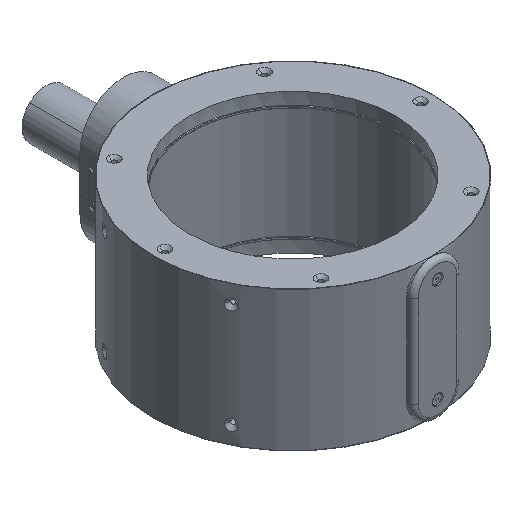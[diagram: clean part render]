
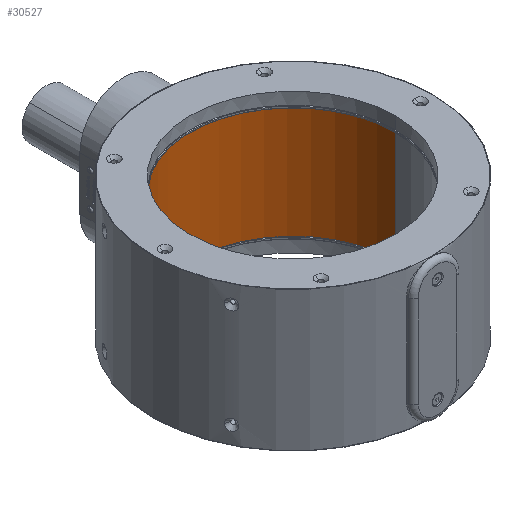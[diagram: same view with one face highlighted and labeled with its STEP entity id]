
A CAD part, isometric view. The second image highlights one B-rep face of the part: STEP entity #30527.
In plain terms, the highlighted cylindrical face has radius 106.5 mm (diameter 213 mm), a partial arc.
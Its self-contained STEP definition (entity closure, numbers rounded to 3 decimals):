
#449 = CARTESIAN_POINT ( 'NONE',  ( 106.5, 0., 75. ) ) ;
#811 = CARTESIAN_POINT ( 'NONE',  ( 0., 0., -40. ) ) ;
#935 = DIRECTION ( 'NONE',  ( 0., 0., -1. ) ) ;
#1269 = VERTEX_POINT ( 'NONE', #15935 ) ;
#1613 = VECTOR ( 'NONE', #7601, 1000. ) ;
#1870 = VERTEX_POINT ( 'NONE', #2488 ) ;
#2488 = CARTESIAN_POINT ( 'NONE',  ( -41.87, 97.924, 75. ) ) ;
#3770 = CARTESIAN_POINT ( 'NONE',  ( 0., 0., 75. ) ) ;
#6507 = AXIS2_PLACEMENT_3D ( 'NONE', #20743, #18356, #6938 ) ;
#6938 = DIRECTION ( 'NONE',  ( -0.393, 0.919, 0. ) ) ;
#7601 = DIRECTION ( 'NONE',  ( 0., 0., -1. ) ) ;
#8594 = EDGE_CURVE ( 'NONE', #1269, #1870, #24729, .T. ) ;
#9433 = ORIENTED_EDGE ( 'NONE', *, *, #18920, .F. ) ;
#9482 = ORIENTED_EDGE ( 'NONE', *, *, #23198, .F. ) ;
#10027 = DIRECTION ( 'NONE',  ( -0.393, 0.919, 0. ) ) ;
#11178 = DIRECTION ( 'NONE',  ( 0., 0., -1. ) ) ;
#11517 = EDGE_CURVE ( 'NONE', #1269, #15120, #19285, .T. ) ;
#11857 = VERTEX_POINT ( 'NONE', #449 ) ;
#13983 = DIRECTION ( 'NONE',  ( -1., 0., 0. ) ) ;
#15005 = AXIS2_PLACEMENT_3D ( 'NONE', #3770, #26550, #10027 ) ;
#15120 = VERTEX_POINT ( 'NONE', #33261 ) ;
#15154 = DIRECTION ( 'NONE',  ( 0., 0., -1. ) ) ;
#15174 = VERTEX_POINT ( 'NONE', #20411 ) ;
#15935 = CARTESIAN_POINT ( 'NONE',  ( -106.5, 0., 75. ) ) ;
#16592 = CYLINDRICAL_SURFACE ( 'NONE', #31118, 106.5 ) ;
#17077 = CARTESIAN_POINT ( 'NONE',  ( -106.5, 0., 498.738 ) ) ;
#18122 = AXIS2_PLACEMENT_3D ( 'NONE', #811, #15154, #34580 ) ;
#18356 = DIRECTION ( 'NONE',  ( 0., 0., -1. ) ) ;
#18798 = DIRECTION ( 'NONE',  ( 0., 0., -1. ) ) ;
#18920 = EDGE_CURVE ( 'NONE', #1870, #11857, #23726, .T. ) ;
#19178 = CARTESIAN_POINT ( 'NONE',  ( 106.5, 0., 498.738 ) ) ;
#19285 = LINE ( 'NONE', #17077, #26973 ) ;
#19515 = CARTESIAN_POINT ( 'NONE',  ( 0., 0., 498.738 ) ) ;
#20268 = DIRECTION ( 'NONE',  ( -0.393, 0.919, 0. ) ) ;
#20411 = CARTESIAN_POINT ( 'NONE',  ( -41.87, 97.924, -40. ) ) ;
#20743 = CARTESIAN_POINT ( 'NONE',  ( 0., 0., 75. ) ) ;
#20998 = CARTESIAN_POINT ( 'NONE',  ( 106.5, 0., -40. ) ) ;
#21541 = FACE_OUTER_BOUND ( 'NONE', #31135, .T. ) ;
#21682 = EDGE_CURVE ( 'NONE', #15174, #31711, #33917, .T. ) ;
#23198 = EDGE_CURVE ( 'NONE', #11857, #31711, #33120, .T. ) ;
#23726 = CIRCLE ( 'NONE', #15005, 106.5 ) ;
#24476 = ORIENTED_EDGE ( 'NONE', *, *, #28243, .T. ) ;
#24729 = CIRCLE ( 'NONE', #6507, 106.5 ) ;
#25290 = AXIS2_PLACEMENT_3D ( 'NONE', #29037, #935, #20268 ) ;
#26488 = ORIENTED_EDGE ( 'NONE', *, *, #8594, .F. ) ;
#26550 = DIRECTION ( 'NONE',  ( 0., 0., -1. ) ) ;
#26973 = VECTOR ( 'NONE', #11178, 1000. ) ;
#27231 = ORIENTED_EDGE ( 'NONE', *, *, #11517, .T. ) ;
#28243 = EDGE_CURVE ( 'NONE', #15120, #15174, #35800, .T. ) ;
#28670 = ORIENTED_EDGE ( 'NONE', *, *, #21682, .T. ) ;
#29037 = CARTESIAN_POINT ( 'NONE',  ( 0., 0., -40. ) ) ;
#30527 = ADVANCED_FACE ( 'NONE', ( #21541 ), #16592, .F. ) ;
#31118 = AXIS2_PLACEMENT_3D ( 'NONE', #19515, #18798, #13983 ) ;
#31135 = EDGE_LOOP ( 'NONE', ( #9482, #9433, #26488, #27231, #24476, #28670 ) ) ;
#31711 = VERTEX_POINT ( 'NONE', #20998 ) ;
#33120 = LINE ( 'NONE', #19178, #1613 ) ;
#33261 = CARTESIAN_POINT ( 'NONE',  ( -106.5, 0., -40. ) ) ;
#33917 = CIRCLE ( 'NONE', #18122, 106.5 ) ;
#34580 = DIRECTION ( 'NONE',  ( -0.393, 0.919, 0. ) ) ;
#35800 = CIRCLE ( 'NONE', #25290, 106.5 ) ;
